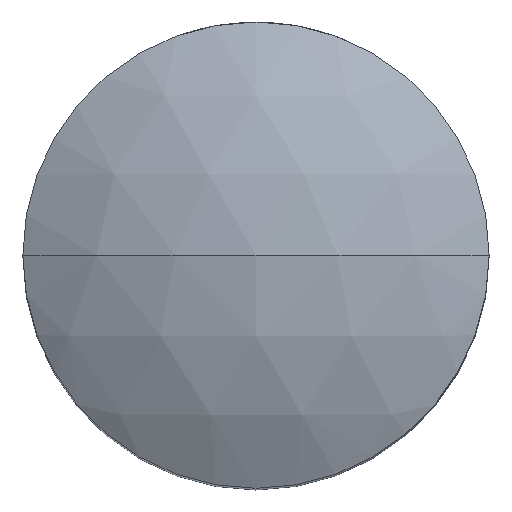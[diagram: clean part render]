
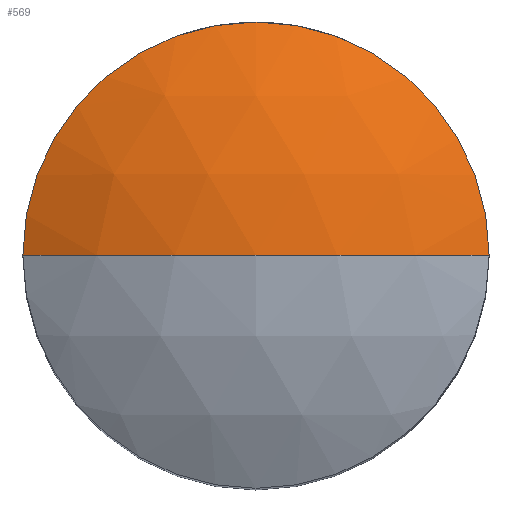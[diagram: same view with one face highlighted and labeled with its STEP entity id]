
A CAD part, top view. The second image highlights one B-rep face of the part: STEP entity #569.
In plain terms, the highlighted spherical face has radius 10 mm.
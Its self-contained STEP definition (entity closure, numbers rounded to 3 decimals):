
#12 = AXIS2_PLACEMENT_3D ( 'NONE', #547, #140, #613 ) ;
#17 = DIRECTION ( 'NONE',  ( 1., 0., 0. ) ) ;
#23 = EDGE_CURVE ( 'NONE', #318, #397, #638, .T. ) ;
#30 = DIRECTION ( 'NONE',  ( 0., -1., 0. ) ) ;
#34 = CARTESIAN_POINT ( 'NONE',  ( 0., 0., 2.5 ) ) ;
#80 = CARTESIAN_POINT ( 'NONE',  ( 0., 0., 2.5 ) ) ;
#117 = AXIS2_PLACEMENT_3D ( 'NONE', #513, #579, #706 ) ;
#136 = AXIS2_PLACEMENT_3D ( 'NONE', #34, #30, #17 ) ;
#140 = DIRECTION ( 'NONE',  ( 0., 0., -1. ) ) ;
#156 = CIRCLE ( 'NONE', #631, 10. ) ;
#162 = DIRECTION ( 'NONE',  ( 0., 0., 1. ) ) ;
#261 = SPHERICAL_SURFACE ( 'NONE', #117, 10. ) ;
#263 = EDGE_CURVE ( 'NONE', #397, #319, #476, .T. ) ;
#307 = CARTESIAN_POINT ( 'NONE',  ( 0., 0., 12.5 ) ) ;
#318 = VERTEX_POINT ( 'NONE', #307 ) ;
#319 = VERTEX_POINT ( 'NONE', #745 ) ;
#322 = EDGE_CURVE ( 'NONE', #318, #319, #156, .T. ) ;
#397 = VERTEX_POINT ( 'NONE', #442 ) ;
#425 = EDGE_LOOP ( 'NONE', ( #680, #499, #524 ) ) ;
#442 = CARTESIAN_POINT ( 'NONE',  ( -5., 0., 11.16 ) ) ;
#461 = FACE_OUTER_BOUND ( 'NONE', #425, .T. ) ;
#476 = CIRCLE ( 'NONE', #12, 5. ) ;
#499 = ORIENTED_EDGE ( 'NONE', *, *, #322, .T. ) ;
#513 = CARTESIAN_POINT ( 'NONE',  ( 0., 0., 2.5 ) ) ;
#524 = ORIENTED_EDGE ( 'NONE', *, *, #263, .F. ) ;
#547 = CARTESIAN_POINT ( 'NONE',  ( 0., 0., 11.16 ) ) ;
#563 = DIRECTION ( 'NONE',  ( 0., 1., 0. ) ) ;
#569 = ADVANCED_FACE ( 'NONE', ( #461 ), #261, .T. ) ;
#579 = DIRECTION ( 'NONE',  ( 0., -1., 0. ) ) ;
#613 = DIRECTION ( 'NONE',  ( -1., 0., 0. ) ) ;
#631 = AXIS2_PLACEMENT_3D ( 'NONE', #80, #563, #162 ) ;
#638 = CIRCLE ( 'NONE', #136, 10. ) ;
#680 = ORIENTED_EDGE ( 'NONE', *, *, #23, .F. ) ;
#706 = DIRECTION ( 'NONE',  ( 1., 0., 0. ) ) ;
#745 = CARTESIAN_POINT ( 'NONE',  ( 5., 0., 11.16 ) ) ;
